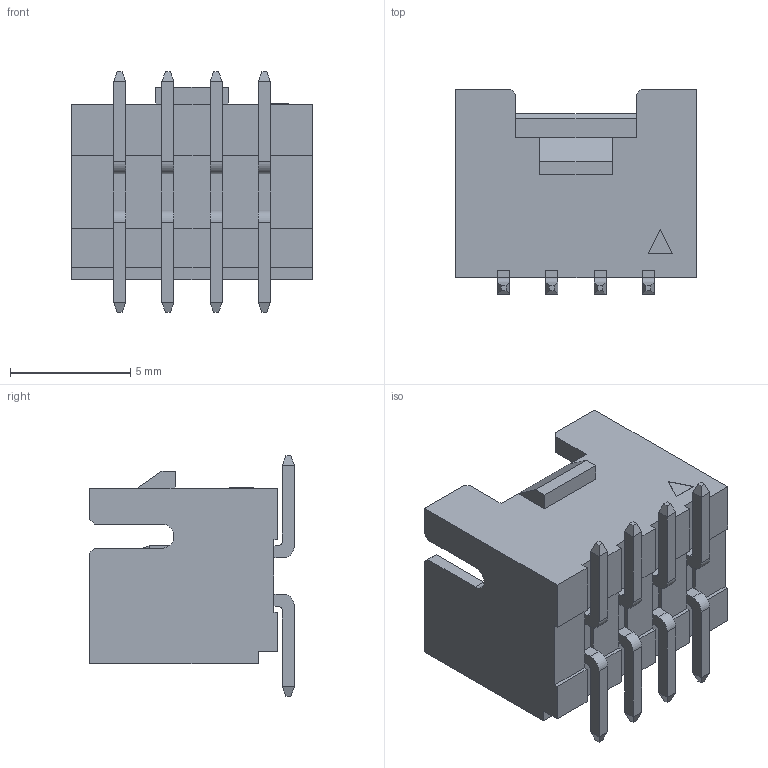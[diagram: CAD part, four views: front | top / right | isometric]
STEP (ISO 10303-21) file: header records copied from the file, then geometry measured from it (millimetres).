
FILE_DESCRIPTION (( 'STEP AP214' ), '1' );
FILE_NAME ('FWF20030-D08XXXXX-REF.STEP', '2025-03-10T05:43:33', ( '' ), ( '' ), 'SwSTEP 2.0', 'SolidWorks 2021', '' );
FILE_SCHEMA (( 'AUTOMOTIVE_DESIGN' ));
Length unit declared in the file: millimetre
Products named in the file (1): FWF20030-D08XXXXX-REF
Bounding box: 10 x 8.5 x 10 mm (x, y, z)
Volume: 205 mm3; surface area: 741.8 mm2
Topology: 1 solids, 1 shells, 296 faces, 743 edges, 458 vertices
Faces by surface type: plane 276, cylinder 20
Entity records: 8585 total; most frequent: CARTESIAN_POINT 1498, ORIENTED_EDGE 1486, DIRECTION 1377, EDGE_CURVE 743, LINE 703, VECTOR 703, VERTEX_POINT 458, AXIS2_PLACEMENT_3D 337
